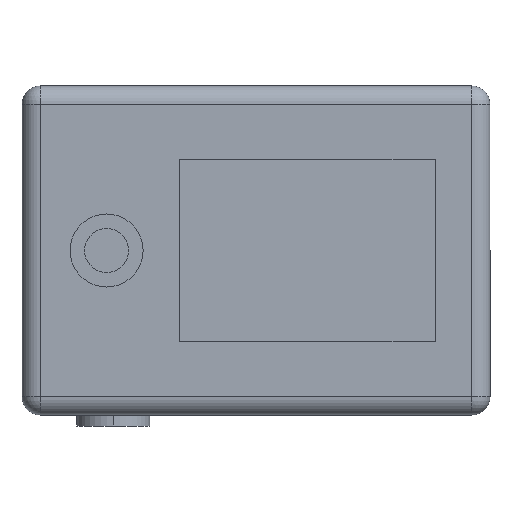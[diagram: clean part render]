
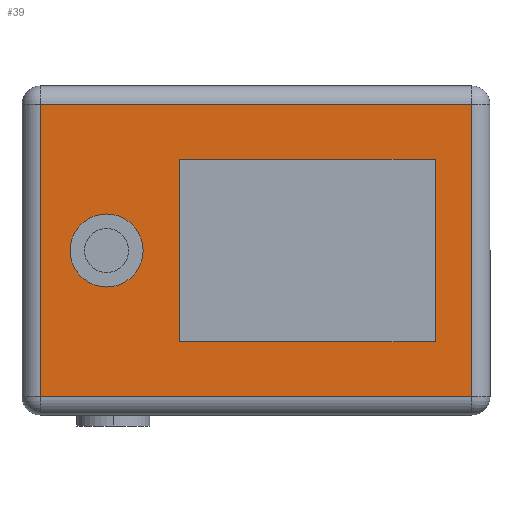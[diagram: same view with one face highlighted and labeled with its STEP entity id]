
A CAD part, left-side view. The second image highlights one B-rep face of the part: STEP entity #39.
In plain terms, the highlighted planar face has unit normal (-1, 0, 0).
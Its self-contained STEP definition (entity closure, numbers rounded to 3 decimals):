
#18 = DIRECTION ( 'NONE',  ( 0., 0., 1. ) ) ;
#24 = ORIENTED_EDGE ( 'NONE', *, *, #1469, .T. ) ;
#39 = ADVANCED_FACE ( 'NONE', ( #646, #1269, #919 ), #926, .T. ) ;
#60 = VECTOR ( 'NONE', #217, 1000. ) ;
#69 = VERTEX_POINT ( 'NONE', #855 ) ;
#78 = DIRECTION ( 'NONE',  ( 0., 0., -1. ) ) ;
#97 = VECTOR ( 'NONE', #737, 1000. ) ;
#101 = VECTOR ( 'NONE', #167, 1000. ) ;
#102 = EDGE_CURVE ( 'NONE', #1463, #1273, #1227, .T. ) ;
#123 = EDGE_CURVE ( 'NONE', #1293, #1604, #404, .T. ) ;
#154 = CARTESIAN_POINT ( 'NONE',  ( -55., 82., -40. ) ) ;
#167 = DIRECTION ( 'NONE',  ( 0., 0., 1. ) ) ;
#178 = LINE ( 'NONE', #891, #97 ) ;
#182 = EDGE_LOOP ( 'NONE', ( #1232, #1563, #615, #887 ) ) ;
#193 = CARTESIAN_POINT ( 'NONE',  ( -55., 44., 25. ) ) ;
#215 = CARTESIAN_POINT ( 'NONE',  ( -55., -36., 40. ) ) ;
#217 = DIRECTION ( 'NONE',  ( 0., 0., -1. ) ) ;
#237 = LINE ( 'NONE', #1358, #477 ) ;
#305 = DIRECTION ( 'NONE',  ( 0., 1., 0. ) ) ;
#312 = CARTESIAN_POINT ( 'NONE',  ( -55., -26., -25. ) ) ;
#319 = DIRECTION ( 'NONE',  ( 0., 1., 0. ) ) ;
#348 = CARTESIAN_POINT ( 'NONE',  ( -55., 44., -25. ) ) ;
#383 = ORIENTED_EDGE ( 'NONE', *, *, #123, .T. ) ;
#390 = VERTEX_POINT ( 'NONE', #711 ) ;
#400 = LINE ( 'NONE', #1323, #1034 ) ;
#404 = LINE ( 'NONE', #1468, #1675 ) ;
#428 = VERTEX_POINT ( 'NONE', #873 ) ;
#442 = CARTESIAN_POINT ( 'NONE',  ( -55., 53.865, 0. ) ) ;
#453 = EDGE_CURVE ( 'NONE', #1480, #69, #1247, .T. ) ;
#472 = AXIS2_PLACEMENT_3D ( 'NONE', #715, #1389, #719 ) ;
#477 = VECTOR ( 'NONE', #1624, 1000. ) ;
#478 = EDGE_CURVE ( 'NONE', #428, #686, #1416, .T. ) ;
#509 = ORIENTED_EDGE ( 'NONE', *, *, #1097, .F. ) ;
#522 = CIRCLE ( 'NONE', #472, 10. ) ;
#531 = AXIS2_PLACEMENT_3D ( 'NONE', #1547, #1685, #901 ) ;
#577 = EDGE_LOOP ( 'NONE', ( #24, #816, #1163, #383 ) ) ;
#615 = ORIENTED_EDGE ( 'NONE', *, *, #102, .F. ) ;
#641 = VECTOR ( 'NONE', #78, 1000. ) ;
#646 = FACE_BOUND ( 'NONE', #981, .T. ) ;
#658 = CARTESIAN_POINT ( 'NONE',  ( -55., -26., 25. ) ) ;
#686 = VERTEX_POINT ( 'NONE', #154 ) ;
#700 = VECTOR ( 'NONE', #319, 1000. ) ;
#711 = CARTESIAN_POINT ( 'NONE',  ( -55., 73.865, 0. ) ) ;
#715 = CARTESIAN_POINT ( 'NONE',  ( -55., 63.865, 0. ) ) ;
#719 = DIRECTION ( 'NONE',  ( 0., 1., 0. ) ) ;
#737 = DIRECTION ( 'NONE',  ( 0., -1., 0. ) ) ;
#816 = ORIENTED_EDGE ( 'NONE', *, *, #478, .T. ) ;
#855 = CARTESIAN_POINT ( 'NONE',  ( -55., 44., -25. ) ) ;
#873 = CARTESIAN_POINT ( 'NONE',  ( -55., 82., 40. ) ) ;
#887 = ORIENTED_EDGE ( 'NONE', *, *, #1372, .F. ) ;
#891 = CARTESIAN_POINT ( 'NONE',  ( -55., -41., -40. ) ) ;
#901 = DIRECTION ( 'NONE',  ( 0., 1., 0. ) ) ;
#919 = FACE_OUTER_BOUND ( 'NONE', #577, .T. ) ;
#926 = PLANE ( 'NONE',  #1327 ) ;
#952 = EDGE_CURVE ( 'NONE', #686, #1293, #178, .T. ) ;
#981 = EDGE_LOOP ( 'NONE', ( #509, #1320 ) ) ;
#1034 = VECTOR ( 'NONE', #1450, 1000. ) ;
#1097 = EDGE_CURVE ( 'NONE', #1447, #390, #1457, .T. ) ;
#1163 = ORIENTED_EDGE ( 'NONE', *, *, #952, .T. ) ;
#1196 = EDGE_CURVE ( 'NONE', #1273, #1480, #400, .T. ) ;
#1217 = CARTESIAN_POINT ( 'NONE',  ( -55., 23., 0. ) ) ;
#1227 = LINE ( 'NONE', #1567, #101 ) ;
#1232 = ORIENTED_EDGE ( 'NONE', *, *, #453, .F. ) ;
#1247 = LINE ( 'NONE', #348, #60 ) ;
#1253 = CARTESIAN_POINT ( 'NONE',  ( -55., 82., -45. ) ) ;
#1269 = FACE_BOUND ( 'NONE', #182, .T. ) ;
#1273 = VERTEX_POINT ( 'NONE', #658 ) ;
#1293 = VERTEX_POINT ( 'NONE', #1591 ) ;
#1320 = ORIENTED_EDGE ( 'NONE', *, *, #1553, .F. ) ;
#1323 = CARTESIAN_POINT ( 'NONE',  ( -55., -26., 25. ) ) ;
#1327 = AXIS2_PLACEMENT_3D ( 'NONE', #1217, #1616, #305 ) ;
#1358 = CARTESIAN_POINT ( 'NONE',  ( -55., -26., -25. ) ) ;
#1372 = EDGE_CURVE ( 'NONE', #69, #1463, #237, .T. ) ;
#1389 = DIRECTION ( 'NONE',  ( -1., 0., 0. ) ) ;
#1416 = LINE ( 'NONE', #1253, #641 ) ;
#1447 = VERTEX_POINT ( 'NONE', #442 ) ;
#1450 = DIRECTION ( 'NONE',  ( 0., 1., 0. ) ) ;
#1457 = CIRCLE ( 'NONE', #531, 10. ) ;
#1463 = VERTEX_POINT ( 'NONE', #312 ) ;
#1468 = CARTESIAN_POINT ( 'NONE',  ( -55., -36., 45. ) ) ;
#1469 = EDGE_CURVE ( 'NONE', #1604, #428, #1671, .T. ) ;
#1480 = VERTEX_POINT ( 'NONE', #193 ) ;
#1547 = CARTESIAN_POINT ( 'NONE',  ( -55., 63.865, 0. ) ) ;
#1553 = EDGE_CURVE ( 'NONE', #390, #1447, #522, .T. ) ;
#1563 = ORIENTED_EDGE ( 'NONE', *, *, #1196, .F. ) ;
#1567 = CARTESIAN_POINT ( 'NONE',  ( -55., -26., -25. ) ) ;
#1591 = CARTESIAN_POINT ( 'NONE',  ( -55., -36., -40. ) ) ;
#1604 = VERTEX_POINT ( 'NONE', #215 ) ;
#1616 = DIRECTION ( 'NONE',  ( -1., 0., 0. ) ) ;
#1624 = DIRECTION ( 'NONE',  ( 0., -1., 0. ) ) ;
#1651 = CARTESIAN_POINT ( 'NONE',  ( -55., 87., 40. ) ) ;
#1671 = LINE ( 'NONE', #1651, #700 ) ;
#1675 = VECTOR ( 'NONE', #18, 1000. ) ;
#1685 = DIRECTION ( 'NONE',  ( -1., 0., 0. ) ) ;
